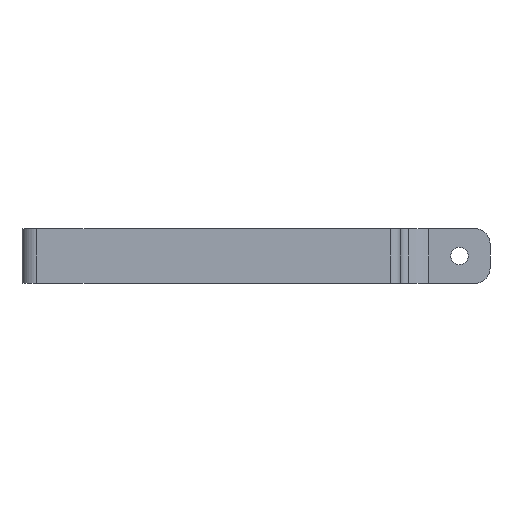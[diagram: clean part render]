
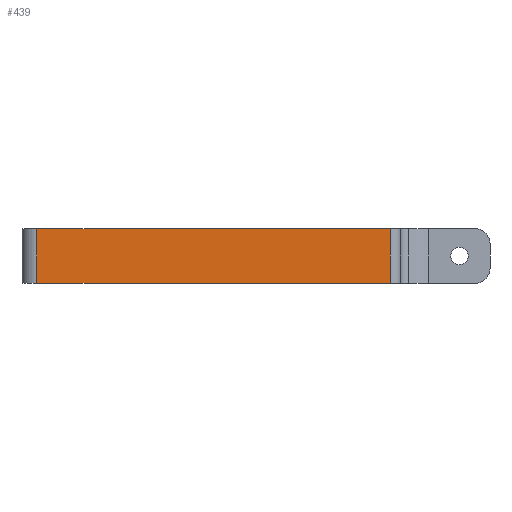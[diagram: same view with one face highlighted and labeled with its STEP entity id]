
A CAD part, left-side view. The second image highlights one B-rep face of the part: STEP entity #439.
In plain terms, the highlighted planar face has unit normal (-1, 0, 0).
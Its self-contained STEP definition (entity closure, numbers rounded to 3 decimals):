
#71 = FACE_OUTER_BOUND ( 'NONE', #2405, .T. ) ;
#166 = EDGE_CURVE ( 'NONE', #2511, #975, #598, .T. ) ;
#232 = DIRECTION ( 'NONE',  ( 0., 1., 0. ) ) ;
#273 = ORIENTED_EDGE ( 'NONE', *, *, #2072, .F. ) ;
#439 = ADVANCED_FACE ( 'NONE', ( #71 ), #1651, .T. ) ;
#473 = ORIENTED_EDGE ( 'NONE', *, *, #2206, .T. ) ;
#581 = ORIENTED_EDGE ( 'NONE', *, *, #166, .T. ) ;
#598 = LINE ( 'NONE', #2006, #2486 ) ;
#721 = CARTESIAN_POINT ( 'NONE',  ( -15., -17., 11. ) ) ;
#921 = ORIENTED_EDGE ( 'NONE', *, *, #1609, .T. ) ;
#930 = DIRECTION ( 'NONE',  ( 0., 1., 0. ) ) ;
#975 = VERTEX_POINT ( 'NONE', #1298 ) ;
#976 = CARTESIAN_POINT ( 'NONE',  ( -15., 14., 11. ) ) ;
#989 = VERTEX_POINT ( 'NONE', #2080 ) ;
#1121 = CARTESIAN_POINT ( 'NONE',  ( -15., -57., 0. ) ) ;
#1298 = CARTESIAN_POINT ( 'NONE',  ( -15., -57., 11. ) ) ;
#1352 = VERTEX_POINT ( 'NONE', #1881 ) ;
#1412 = AXIS2_PLACEMENT_3D ( 'NONE', #2240, #2447, #2018 ) ;
#1579 = LINE ( 'NONE', #976, #2106 ) ;
#1587 = LINE ( 'NONE', #1615, #1738 ) ;
#1609 = EDGE_CURVE ( 'NONE', #989, #1352, #1579, .T. ) ;
#1615 = CARTESIAN_POINT ( 'NONE',  ( -15., -17., 0. ) ) ;
#1651 = PLANE ( 'NONE',  #1412 ) ;
#1738 = VECTOR ( 'NONE', #232, 1000. ) ;
#1881 = CARTESIAN_POINT ( 'NONE',  ( -15., 14., 0. ) ) ;
#1915 = LINE ( 'NONE', #721, #2194 ) ;
#2006 = CARTESIAN_POINT ( 'NONE',  ( -15., -57., 11. ) ) ;
#2018 = DIRECTION ( 'NONE',  ( 0., 0., 1. ) ) ;
#2072 = EDGE_CURVE ( 'NONE', #2511, #1352, #1587, .T. ) ;
#2080 = CARTESIAN_POINT ( 'NONE',  ( -15., 14., 11. ) ) ;
#2106 = VECTOR ( 'NONE', #2559, 1000. ) ;
#2187 = DIRECTION ( 'NONE',  ( 0., 0., 1. ) ) ;
#2194 = VECTOR ( 'NONE', #930, 1000. ) ;
#2206 = EDGE_CURVE ( 'NONE', #975, #989, #1915, .T. ) ;
#2240 = CARTESIAN_POINT ( 'NONE',  ( -15., -17., 11. ) ) ;
#2405 = EDGE_LOOP ( 'NONE', ( #473, #921, #273, #581 ) ) ;
#2447 = DIRECTION ( 'NONE',  ( -1., 0., 0. ) ) ;
#2486 = VECTOR ( 'NONE', #2187, 1000. ) ;
#2511 = VERTEX_POINT ( 'NONE', #1121 ) ;
#2559 = DIRECTION ( 'NONE',  ( 0., 0., -1. ) ) ;
